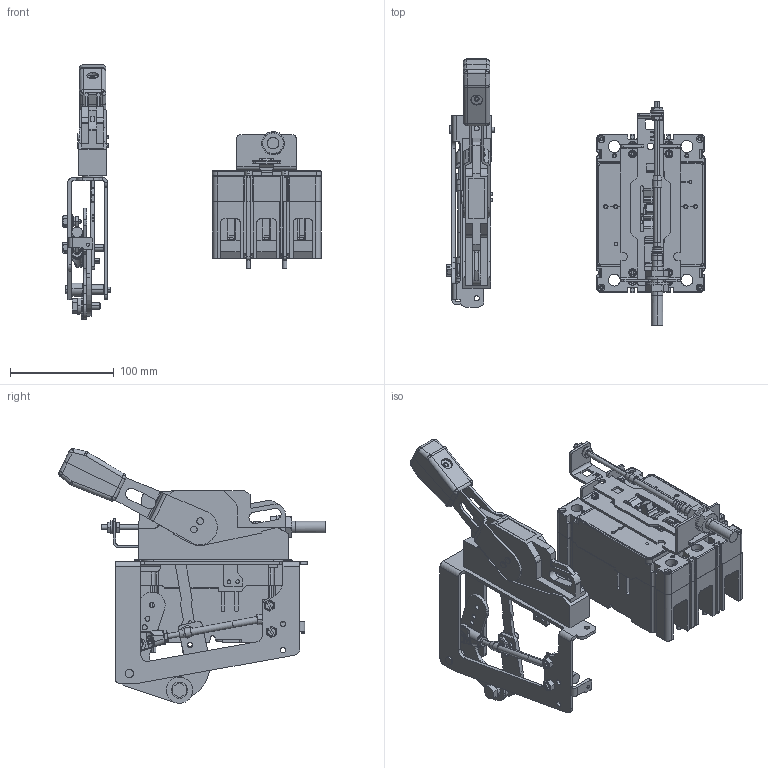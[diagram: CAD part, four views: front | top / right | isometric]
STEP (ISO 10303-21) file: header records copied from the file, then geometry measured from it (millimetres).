
FILE_DESCRIPTION (( 'STEP AP203' ), '1' );
FILE_NAME ('F1S06HPX.step', '2021-02-09T16:41:47', ( '' ), ( '' ), 'SwSTEP 2.0', 'SolidWorks 2019', '' );
FILE_SCHEMA (( 'CONFIG_CONTROL_DESIGN' ));
Length unit declared in the file: inch
Products named in the file (3): F1S06HPX; F1S06HPX_BREAKER; F1S06HPX_HANDLE
Assembly tree (2 placements, depth 2):
  F1S06HPX
    F1S06HPX_BREAKER
    F1S06HPX_HANDLE
Bounding box: 248.49 x 256.3 x 245.14 mm (x, y, z)
Volume: 775977.3 mm3; surface area: 452046.7 mm2
Topology: 82 solids, 82 shells, 4453 faces, 11988 edges, 7740 vertices
Faces by surface type: plane 2368, cylinder 1637, bspline 229, cone 219
Entity records: 160194 total; most frequent: CARTESIAN_POINT 49729, ORIENTED_EDGE 23888, DIRECTION 21806, EDGE_CURVE 11944, VERTEX_POINT 7738, AXIS2_PLACEMENT_3D 7296, LINE 7214, VECTOR 7214
